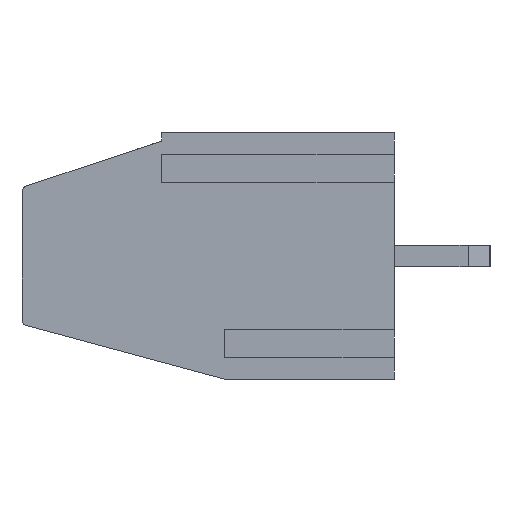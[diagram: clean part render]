
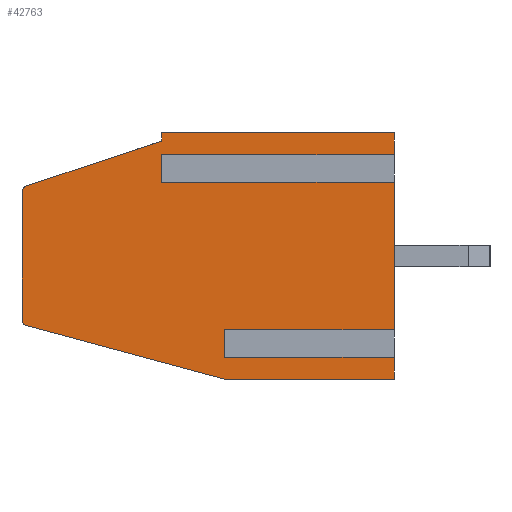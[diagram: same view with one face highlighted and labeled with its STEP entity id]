
A CAD part, left-side view. The second image highlights one B-rep face of the part: STEP entity #42763.
In plain terms, the highlighted planar face has unit normal (-1, 0, 0).
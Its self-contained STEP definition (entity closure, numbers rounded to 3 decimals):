
#225 = ORIENTED_EDGE ( 'NONE', *, *, #30745, .T. ) ;
#266 = CARTESIAN_POINT ( 'NONE',  ( 0., 13.6, 0. ) ) ;
#1458 = CARTESIAN_POINT ( 'NONE',  ( 0., 6.2, 1.593 ) ) ;
#1823 = DIRECTION ( 'NONE',  ( 0., -0.949, 0.316 ) ) ;
#2036 = ORIENTED_EDGE ( 'NONE', *, *, #43032, .F. ) ;
#2272 = VECTOR ( 'NONE', #17552, 1000. ) ;
#2615 = LINE ( 'NONE', #37047, #24837 ) ;
#3249 = FACE_OUTER_BOUND ( 'NONE', #14703, .T. ) ;
#3406 = DIRECTION ( 'NONE',  ( 0., 0., 1. ) ) ;
#4501 = AXIS2_PLACEMENT_3D ( 'NONE', #36073, #23533, #29884 ) ;
#4844 = CARTESIAN_POINT ( 'NONE',  ( 0., 13.6, 9. ) ) ;
#5699 = ORIENTED_EDGE ( 'NONE', *, *, #23161, .F. ) ;
#5994 = DIRECTION ( 'NONE',  ( 0., 0., 1. ) ) ;
#6239 = VERTEX_POINT ( 'NONE', #30320 ) ;
#6793 = VERTEX_POINT ( 'NONE', #16528 ) ;
#7089 = LINE ( 'NONE', #44947, #8243 ) ;
#7303 = CARTESIAN_POINT ( 'NONE',  ( 0., 0., 9. ) ) ;
#7885 = AXIS2_PLACEMENT_3D ( 'NONE', #9750, #16366, #30429 ) ;
#8234 = CARTESIAN_POINT ( 'NONE',  ( 0., 0., 1.593 ) ) ;
#8243 = VECTOR ( 'NONE', #3406, 1000. ) ;
#8695 = CARTESIAN_POINT ( 'NONE',  ( 0., 13.6, 7. ) ) ;
#9036 = VECTOR ( 'NONE', #29262, 1000. ) ;
#9655 = AXIS2_PLACEMENT_3D ( 'NONE', #17168, #33531, #13734 ) ;
#9673 = DIRECTION ( 'NONE',  ( 0., 0., 1. ) ) ;
#9750 = CARTESIAN_POINT ( 'NONE',  ( 0., 13.4, 2.153 ) ) ;
#9887 = LINE ( 'NONE', #24003, #12555 ) ;
#10373 = EDGE_CURVE ( 'NONE', #6239, #19030, #38301, .T. ) ;
#10724 = CARTESIAN_POINT ( 'NONE',  ( 0., 6.2, 1.007 ) ) ;
#11159 = VERTEX_POINT ( 'NONE', #34200 ) ;
#11574 = EDGE_CURVE ( 'NONE', #24924, #40557, #24413, .T. ) ;
#11995 = LINE ( 'NONE', #1458, #9036 ) ;
#12555 = VECTOR ( 'NONE', #9673, 1000. ) ;
#12600 = DIRECTION ( 'NONE',  ( 0., -1., 0. ) ) ;
#12645 = ORIENTED_EDGE ( 'NONE', *, *, #11574, .F. ) ;
#13058 = VECTOR ( 'NONE', #12600, 1000. ) ;
#13113 = LINE ( 'NONE', #41178, #43825 ) ;
#13484 = CARTESIAN_POINT ( 'NONE',  ( 0., 13.6, 9. ) ) ;
#13703 = VERTEX_POINT ( 'NONE', #24482 ) ;
#13734 = DIRECTION ( 'NONE',  ( 0., 0., -1. ) ) ;
#13808 = VERTEX_POINT ( 'NONE', #29456 ) ;
#14010 = VERTEX_POINT ( 'NONE', #43377 ) ;
#14136 = DIRECTION ( 'NONE',  ( 0., 0., 1. ) ) ;
#14703 = EDGE_LOOP ( 'NONE', ( #5699, #28655, #36458, #22342, #38271, #2036, #38322, #225, #24861, #43081, #35282, #37856, #12645, #26246, #15239, #18479, #36675, #39018 ) ) ;
#14809 = CARTESIAN_POINT ( 'NONE',  ( 0., 8.5, 7.993 ) ) ;
#14868 = LINE ( 'NONE', #266, #25674 ) ;
#14941 = VERTEX_POINT ( 'NONE', #8234 ) ;
#15239 = ORIENTED_EDGE ( 'NONE', *, *, #44447, .T. ) ;
#16366 = DIRECTION ( 'NONE',  ( -1., 0., 0. ) ) ;
#16528 = CARTESIAN_POINT ( 'NONE',  ( 0., 13.452, 1.96 ) ) ;
#16944 = EDGE_CURVE ( 'NONE', #33437, #6793, #20505, .T. ) ;
#17137 = CARTESIAN_POINT ( 'NONE',  ( 0., 8.5, 7.407 ) ) ;
#17163 = CARTESIAN_POINT ( 'NONE',  ( 0., 8.5, 7.993 ) ) ;
#17168 = CARTESIAN_POINT ( 'NONE',  ( 0., 13.6, 9. ) ) ;
#17170 = EDGE_CURVE ( 'NONE', #6239, #14010, #20883, .T. ) ;
#17344 = LINE ( 'NONE', #14809, #35271 ) ;
#17552 = DIRECTION ( 'NONE',  ( 0., 0., 1. ) ) ;
#17778 = EDGE_CURVE ( 'NONE', #39878, #44542, #41524, .T. ) ;
#18479 = ORIENTED_EDGE ( 'NONE', *, *, #17778, .T. ) ;
#19030 = VERTEX_POINT ( 'NONE', #39105 ) ;
#19665 = PLANE ( 'NONE',  #9655 ) ;
#19666 = EDGE_CURVE ( 'NONE', #39368, #24924, #35111, .T. ) ;
#19719 = DIRECTION ( 'NONE',  ( 0., 0., 1. ) ) ;
#19918 = VERTEX_POINT ( 'NONE', #20059 ) ;
#19968 = VECTOR ( 'NONE', #5994, 1000. ) ;
#20059 = CARTESIAN_POINT ( 'NONE',  ( 0., 13.463, 7.046 ) ) ;
#20505 = LINE ( 'NONE', #27343, #35382 ) ;
#20528 = EDGE_CURVE ( 'NONE', #11159, #44542, #28970, .T. ) ;
#20883 = LINE ( 'NONE', #24742, #30295 ) ;
#21184 = DIRECTION ( 'NONE',  ( 0., -1., 0. ) ) ;
#21727 = DIRECTION ( 'NONE',  ( 0., -1., 0. ) ) ;
#22342 = ORIENTED_EDGE ( 'NONE', *, *, #37880, .T. ) ;
#23161 = EDGE_CURVE ( 'NONE', #19918, #13808, #39940, .T. ) ;
#23533 = DIRECTION ( 'NONE',  ( -1., 0., 0. ) ) ;
#23660 = VERTEX_POINT ( 'NONE', #24616 ) ;
#24003 = CARTESIAN_POINT ( 'NONE',  ( 0., 0., 9. ) ) ;
#24121 = CIRCLE ( 'NONE', #4501, 0.2 ) ;
#24382 = EDGE_CURVE ( 'NONE', #14941, #40557, #9887, .T. ) ;
#24413 = LINE ( 'NONE', #17137, #35660 ) ;
#24459 = EDGE_CURVE ( 'NONE', #23660, #13703, #14868, .T. ) ;
#24482 = CARTESIAN_POINT ( 'NONE',  ( 0., 0., 0. ) ) ;
#24616 = CARTESIAN_POINT ( 'NONE',  ( 0., 6.2, 0. ) ) ;
#24742 = CARTESIAN_POINT ( 'NONE',  ( 0., 6.2, 1.007 ) ) ;
#24837 = VECTOR ( 'NONE', #19719, 1000. ) ;
#24861 = ORIENTED_EDGE ( 'NONE', *, *, #17170, .F. ) ;
#24924 = VERTEX_POINT ( 'NONE', #28824 ) ;
#25674 = VECTOR ( 'NONE', #21727, 1000. ) ;
#26246 = ORIENTED_EDGE ( 'NONE', *, *, #19666, .F. ) ;
#27343 = CARTESIAN_POINT ( 'NONE',  ( 0., 13.6, 2. ) ) ;
#27925 = VERTEX_POINT ( 'NONE', #45132 ) ;
#28034 = DIRECTION ( 'NONE',  ( 0., -1., 0. ) ) ;
#28366 = DIRECTION ( 'NONE',  ( 0., -1., 0. ) ) ;
#28655 = ORIENTED_EDGE ( 'NONE', *, *, #41890, .T. ) ;
#28824 = CARTESIAN_POINT ( 'NONE',  ( 0., 8.5, 7.407 ) ) ;
#28970 = LINE ( 'NONE', #4844, #13058 ) ;
#29262 = DIRECTION ( 'NONE',  ( 0., -1., 0. ) ) ;
#29456 = CARTESIAN_POINT ( 'NONE',  ( 0., 8.5, 8.7 ) ) ;
#29884 = DIRECTION ( 'NONE',  ( 0., 0., -1. ) ) ;
#30295 = VECTOR ( 'NONE', #28366, 1000. ) ;
#30320 = CARTESIAN_POINT ( 'NONE',  ( 0., 6.2, 1.007 ) ) ;
#30402 = CARTESIAN_POINT ( 'NONE',  ( 0., 6.2, 0. ) ) ;
#30429 = DIRECTION ( 'NONE',  ( 0., 0., -1. ) ) ;
#30745 = EDGE_CURVE ( 'NONE', #13703, #14010, #13113, .T. ) ;
#31089 = VECTOR ( 'NONE', #41778, 1000. ) ;
#31798 = VECTOR ( 'NONE', #14136, 1000. ) ;
#31822 = CIRCLE ( 'NONE', #7885, 0.2 ) ;
#32699 = EDGE_CURVE ( 'NONE', #19030, #14941, #11995, .T. ) ;
#32969 = EDGE_CURVE ( 'NONE', #34264, #27925, #37865, .T. ) ;
#33437 = VERTEX_POINT ( 'NONE', #30402 ) ;
#33531 = DIRECTION ( 'NONE',  ( 1., 0., 0. ) ) ;
#34034 = DIRECTION ( 'NONE',  ( 0., 0., 1. ) ) ;
#34200 = CARTESIAN_POINT ( 'NONE',  ( 0., 8.5, 9. ) ) ;
#34264 = VERTEX_POINT ( 'NONE', #36813 ) ;
#34615 = DIRECTION ( 'NONE',  ( 0., 0.965, 0.261 ) ) ;
#35111 = LINE ( 'NONE', #38562, #31089 ) ;
#35271 = VECTOR ( 'NONE', #21184, 1000. ) ;
#35282 = ORIENTED_EDGE ( 'NONE', *, *, #32699, .T. ) ;
#35382 = VECTOR ( 'NONE', #34615, 1000. ) ;
#35660 = VECTOR ( 'NONE', #28034, 1000. ) ;
#36073 = CARTESIAN_POINT ( 'NONE',  ( 0., 13.4, 6.856 ) ) ;
#36458 = ORIENTED_EDGE ( 'NONE', *, *, #32969, .F. ) ;
#36675 = ORIENTED_EDGE ( 'NONE', *, *, #20528, .F. ) ;
#36813 = CARTESIAN_POINT ( 'NONE',  ( 0., 13.6, 2.153 ) ) ;
#37047 = CARTESIAN_POINT ( 'NONE',  ( 0., 8.5, 8.7 ) ) ;
#37856 = ORIENTED_EDGE ( 'NONE', *, *, #24382, .T. ) ;
#37865 = LINE ( 'NONE', #13484, #19968 ) ;
#37880 = EDGE_CURVE ( 'NONE', #34264, #6793, #31822, .T. ) ;
#38271 = ORIENTED_EDGE ( 'NONE', *, *, #16944, .F. ) ;
#38301 = LINE ( 'NONE', #10724, #2272 ) ;
#38322 = ORIENTED_EDGE ( 'NONE', *, *, #24459, .T. ) ;
#38562 = CARTESIAN_POINT ( 'NONE',  ( 0., 8.5, 7.993 ) ) ;
#39018 = ORIENTED_EDGE ( 'NONE', *, *, #41673, .F. ) ;
#39105 = CARTESIAN_POINT ( 'NONE',  ( 0., 6.2, 1.593 ) ) ;
#39368 = VERTEX_POINT ( 'NONE', #17163 ) ;
#39878 = VERTEX_POINT ( 'NONE', #43534 ) ;
#39940 = LINE ( 'NONE', #8695, #44508 ) ;
#40557 = VERTEX_POINT ( 'NONE', #42179 ) ;
#41178 = CARTESIAN_POINT ( 'NONE',  ( 0., 0., 9. ) ) ;
#41524 = LINE ( 'NONE', #7303, #31798 ) ;
#41673 = EDGE_CURVE ( 'NONE', #13808, #11159, #2615, .T. ) ;
#41778 = DIRECTION ( 'NONE',  ( 0., 0., -1. ) ) ;
#41890 = EDGE_CURVE ( 'NONE', #19918, #27925, #24121, .T. ) ;
#42179 = CARTESIAN_POINT ( 'NONE',  ( 0., 0., 7.407 ) ) ;
#42763 = ADVANCED_FACE ( 'NONE', ( #3249 ), #19665, .F. ) ;
#42878 = CARTESIAN_POINT ( 'NONE',  ( 0., 0., 9. ) ) ;
#43032 = EDGE_CURVE ( 'NONE', #23660, #33437, #7089, .T. ) ;
#43081 = ORIENTED_EDGE ( 'NONE', *, *, #10373, .T. ) ;
#43377 = CARTESIAN_POINT ( 'NONE',  ( 0., 0., 1.007 ) ) ;
#43534 = CARTESIAN_POINT ( 'NONE',  ( 0., 0., 7.993 ) ) ;
#43825 = VECTOR ( 'NONE', #34034, 1000. ) ;
#44447 = EDGE_CURVE ( 'NONE', #39368, #39878, #17344, .T. ) ;
#44508 = VECTOR ( 'NONE', #1823, 1000. ) ;
#44542 = VERTEX_POINT ( 'NONE', #42878 ) ;
#44947 = CARTESIAN_POINT ( 'NONE',  ( 0., 6.2, 0. ) ) ;
#45132 = CARTESIAN_POINT ( 'NONE',  ( 0., 13.6, 6.856 ) ) ;
